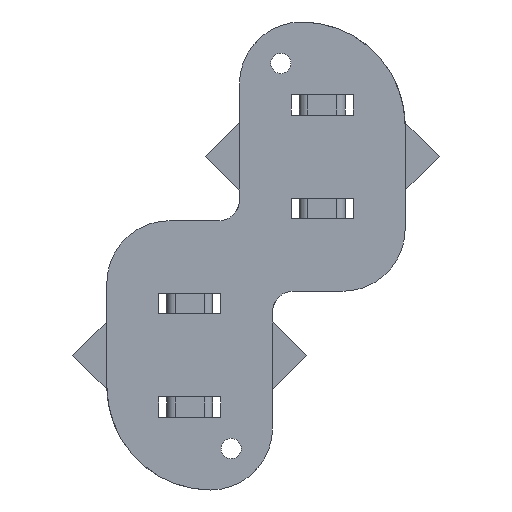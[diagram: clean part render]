
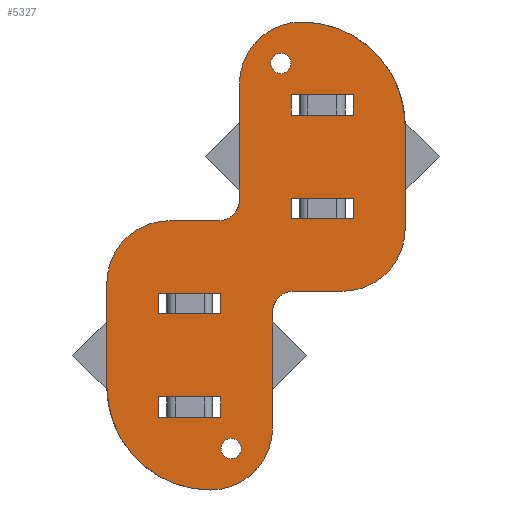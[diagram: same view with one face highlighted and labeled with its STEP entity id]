
A CAD part, front view. The second image highlights one B-rep face of the part: STEP entity #5327.
In plain terms, the highlighted planar face has unit normal (0, -1, 0).
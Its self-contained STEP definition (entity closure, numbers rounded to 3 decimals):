
#758=DIRECTION('',(-1.,0.,0.));
#759=VECTOR('',#758,15.);
#760=CARTESIAN_POINT('',(39.5,0.,60.5));
#761=LINE('',#760,#759);
#822=DIRECTION('',(1.,0.,0.));
#823=VECTOR('',#822,15.);
#824=CARTESIAN_POINT('',(24.5,0.,65.5));
#825=LINE('',#824,#823);
#848=DIRECTION('',(0.,0.,-1.));
#849=VECTOR('',#848,5.);
#850=CARTESIAN_POINT('',(39.5,0.,90.5));
#851=LINE('',#850,#849);
#852=DIRECTION('',(0.,0.,1.));
#853=VECTOR('',#852,5.);
#854=CARTESIAN_POINT('',(24.5,0.,85.5));
#855=LINE('',#854,#853);
#856=DIRECTION('',(0.,0.,-1.));
#857=VECTOR('',#856,5.);
#858=CARTESIAN_POINT('',(39.5,0.,65.5));
#859=LINE('',#858,#857);
#860=DIRECTION('',(0.,0.,1.));
#861=VECTOR('',#860,5.);
#862=CARTESIAN_POINT('',(24.5,0.,60.5));
#863=LINE('',#862,#861);
#864=CARTESIAN_POINT('',(22.,0.,98.));
#865=DIRECTION('',(0.,1.,0.));
#866=DIRECTION('',(1.,0.,0.));
#867=AXIS2_PLACEMENT_3D('',#864,#865,#866);
#869=CARTESIAN_POINT('',(22.,0.,98.));
#870=DIRECTION('',(0.,1.,0.));
#871=DIRECTION('',(-1.,0.,0.));
#872=AXIS2_PLACEMENT_3D('',#869,#870,#871);
#874=CARTESIAN_POINT('',(10.,0.,5.));
#875=DIRECTION('',(0.,1.,0.));
#876=DIRECTION('',(1.,0.,0.));
#877=AXIS2_PLACEMENT_3D('',#874,#875,#876);
#879=CARTESIAN_POINT('',(10.,0.,5.));
#880=DIRECTION('',(0.,1.,0.));
#881=DIRECTION('',(-1.,0.,0.));
#882=AXIS2_PLACEMENT_3D('',#879,#880,#881);
#884=DIRECTION('',(0.,0.,-1.));
#885=VECTOR('',#884,5.);
#886=CARTESIAN_POINT('',(7.5,0.,17.5));
#887=LINE('',#886,#885);
#888=DIRECTION('',(0.,0.,1.));
#889=VECTOR('',#888,5.);
#890=CARTESIAN_POINT('',(-7.5,0.,12.5));
#891=LINE('',#890,#889);
#892=DIRECTION('',(0.,0.,-1.));
#893=VECTOR('',#892,5.);
#894=CARTESIAN_POINT('',(7.5,0.,42.5));
#895=LINE('',#894,#893);
#896=DIRECTION('',(0.,0.,1.));
#897=VECTOR('',#896,5.);
#898=CARTESIAN_POINT('',(-7.5,0.,37.5));
#899=LINE('',#898,#897);
#900=CARTESIAN_POINT('',(5.,0.,20.));
#901=DIRECTION('',(0.,-1.,0.));
#902=DIRECTION('',(-1.,0.,0.));
#903=AXIS2_PLACEMENT_3D('',#900,#901,#902);
#905=CARTESIAN_POINT('',(-5.,0.,45.));
#906=DIRECTION('',(0.,-1.,0.));
#907=DIRECTION('',(0.,0.,1.));
#908=AXIS2_PLACEMENT_3D('',#905,#906,#907);
#910=DIRECTION('',(1.,0.,0.));
#911=VECTOR('',#910,12.);
#912=CARTESIAN_POINT('',(-5.,0.,60.));
#913=LINE('',#912,#911);
#914=CARTESIAN_POINT('',(27.,0.,93.));
#915=DIRECTION('',(0.,-1.,0.));
#916=DIRECTION('',(0.,0.,1.));
#917=AXIS2_PLACEMENT_3D('',#914,#915,#916);
#919=CARTESIAN_POINT('',(27.,0.,83.));
#920=DIRECTION('',(0.,-1.,0.));
#921=DIRECTION('',(1.,0.,0.));
#922=AXIS2_PLACEMENT_3D('',#919,#920,#921);
#924=CARTESIAN_POINT('',(37.,0.,58.));
#925=DIRECTION('',(0.,-1.,0.));
#926=DIRECTION('',(0.,0.,-1.));
#927=AXIS2_PLACEMENT_3D('',#924,#925,#926);
#929=DIRECTION('',(-1.,0.,0.));
#930=VECTOR('',#929,12.);
#931=CARTESIAN_POINT('',(37.,0.,43.));
#932=LINE('',#931,#930);
#933=CARTESIAN_POINT('',(5.,0.,10.));
#934=DIRECTION('',(0.,-1.,0.));
#935=DIRECTION('',(0.,0.,-1.));
#936=AXIS2_PLACEMENT_3D('',#933,#934,#935);
#950=DIRECTION('',(-1.,0.,0.));
#951=VECTOR('',#950,15.);
#952=CARTESIAN_POINT('',(39.5,0.,85.5));
#953=LINE('',#952,#951);
#1014=DIRECTION('',(1.,0.,0.));
#1015=VECTOR('',#1014,15.);
#1016=CARTESIAN_POINT('',(24.5,0.,90.5));
#1017=LINE('',#1016,#1015);
#1499=CARTESIAN_POINT('',(25.,0.,38.));
#1500=DIRECTION('',(0.,1.,0.));
#1501=DIRECTION('',(-1.,0.,0.));
#1502=AXIS2_PLACEMENT_3D('',#1499,#1500,#1501);
#1948=DIRECTION('',(0.,0.,-1.));
#1949=VECTOR('',#1948,25.);
#1950=CARTESIAN_POINT('',(-20.,0.,45.));
#1951=LINE('',#1950,#1949);
#2118=DIRECTION('',(0.,0.,1.));
#2119=VECTOR('',#2118,28.);
#2120=CARTESIAN_POINT('',(20.,0.,10.));
#2121=LINE('',#2120,#2119);
#2181=CARTESIAN_POINT('',(7.,0.,65.));
#2182=DIRECTION('',(0.,1.,0.));
#2183=DIRECTION('',(1.,0.,0.));
#2184=AXIS2_PLACEMENT_3D('',#2181,#2182,#2183);
#2350=DIRECTION('',(0.,0.,-1.));
#2351=VECTOR('',#2350,28.);
#2352=CARTESIAN_POINT('',(12.,0.,93.));
#2353=LINE('',#2352,#2351);
#2517=DIRECTION('',(0.,0.,1.));
#2518=VECTOR('',#2517,25.);
#2519=CARTESIAN_POINT('',(52.,0.,58.));
#2520=LINE('',#2519,#2518);
#2754=DIRECTION('',(-1.,0.,0.));
#2755=VECTOR('',#2754,15.);
#2756=CARTESIAN_POINT('',(7.5,0.,12.5));
#2757=LINE('',#2756,#2755);
#2818=DIRECTION('',(1.,0.,0.));
#2819=VECTOR('',#2818,15.);
#2820=CARTESIAN_POINT('',(-7.5,0.,17.5));
#2821=LINE('',#2820,#2819);
#3241=DIRECTION('',(1.,0.,0.));
#3242=VECTOR('',#3241,15.);
#3243=CARTESIAN_POINT('',(-7.5,0.,42.5));
#3244=LINE('',#3243,#3242);
#3309=DIRECTION('',(-1.,0.,0.));
#3310=VECTOR('',#3309,15.);
#3311=CARTESIAN_POINT('',(7.5,0.,37.5));
#3312=LINE('',#3311,#3310);
#3584=CARTESIAN_POINT('',(12.45,0.,5.));
#3585=CARTESIAN_POINT('',(7.55,0.,5.));
#3586=VERTEX_POINT('',#3584);
#3587=VERTEX_POINT('',#3585);
#3836=CARTESIAN_POINT('',(24.45,0.,98.));
#3837=CARTESIAN_POINT('',(19.55,0.,98.));
#3838=VERTEX_POINT('',#3836);
#3839=VERTEX_POINT('',#3837);
#3848=CARTESIAN_POINT('',(-20.,0.,20.));
#3849=CARTESIAN_POINT('',(5.,0.,-5.));
#3850=VERTEX_POINT('',#3848);
#3851=VERTEX_POINT('',#3849);
#3852=CARTESIAN_POINT('',(20.,0.,10.));
#3853=VERTEX_POINT('',#3852);
#3854=CARTESIAN_POINT('',(-5.,0.,60.));
#3855=CARTESIAN_POINT('',(-20.,0.,45.));
#3856=VERTEX_POINT('',#3854);
#3857=VERTEX_POINT('',#3855);
#3858=CARTESIAN_POINT('',(27.,0.,108.));
#3859=CARTESIAN_POINT('',(12.,0.,93.));
#3860=VERTEX_POINT('',#3858);
#3861=VERTEX_POINT('',#3859);
#3862=CARTESIAN_POINT('',(52.,0.,83.));
#3863=VERTEX_POINT('',#3862);
#3864=CARTESIAN_POINT('',(37.,0.,43.));
#3865=CARTESIAN_POINT('',(52.,0.,58.));
#3866=VERTEX_POINT('',#3864);
#3867=VERTEX_POINT('',#3865);
#3900=CARTESIAN_POINT('',(7.5,0.,42.5));
#3901=CARTESIAN_POINT('',(7.5,0.,37.5));
#3902=VERTEX_POINT('',#3900);
#3903=VERTEX_POINT('',#3901);
#3904=CARTESIAN_POINT('',(-7.5,0.,37.5));
#3905=CARTESIAN_POINT('',(-7.5,0.,42.5));
#3906=VERTEX_POINT('',#3904);
#3907=VERTEX_POINT('',#3905);
#3908=CARTESIAN_POINT('',(7.5,0.,17.5));
#3909=CARTESIAN_POINT('',(7.5,0.,12.5));
#3910=VERTEX_POINT('',#3908);
#3911=VERTEX_POINT('',#3909);
#3912=CARTESIAN_POINT('',(-7.5,0.,12.5));
#3913=CARTESIAN_POINT('',(-7.5,0.,17.5));
#3914=VERTEX_POINT('',#3912);
#3915=VERTEX_POINT('',#3913);
#4012=CARTESIAN_POINT('',(39.5,0.,90.5));
#4013=CARTESIAN_POINT('',(39.5,0.,85.5));
#4014=VERTEX_POINT('',#4012);
#4015=VERTEX_POINT('',#4013);
#4016=CARTESIAN_POINT('',(24.5,0.,85.5));
#4017=CARTESIAN_POINT('',(24.5,0.,90.5));
#4018=VERTEX_POINT('',#4016);
#4019=VERTEX_POINT('',#4017);
#4020=CARTESIAN_POINT('',(39.5,0.,65.5));
#4021=CARTESIAN_POINT('',(39.5,0.,60.5));
#4022=VERTEX_POINT('',#4020);
#4023=VERTEX_POINT('',#4021);
#4024=CARTESIAN_POINT('',(24.5,0.,60.5));
#4025=CARTESIAN_POINT('',(24.5,0.,65.5));
#4026=VERTEX_POINT('',#4024);
#4027=VERTEX_POINT('',#4025);
#4478=CARTESIAN_POINT('',(20.,0.,38.));
#4479=CARTESIAN_POINT('',(25.,0.,43.));
#4480=VERTEX_POINT('',#4478);
#4481=VERTEX_POINT('',#4479);
#4482=CARTESIAN_POINT('',(12.,0.,65.));
#4483=CARTESIAN_POINT('',(7.,0.,60.));
#4484=VERTEX_POINT('',#4482);
#4485=VERTEX_POINT('',#4483);
#5243=CARTESIAN_POINT('',(0.,0.,0.));
#5244=DIRECTION('',(0.,1.,0.));
#5245=DIRECTION('',(1.,0.,0.));
#5246=AXIS2_PLACEMENT_3D('',#5243,#5244,#5245);
#5247=PLANE('',#5246);
#5249=ORIENTED_EDGE('',*,*,#5248,.F.);
#5251=ORIENTED_EDGE('',*,*,#5250,.F.);
#5253=ORIENTED_EDGE('',*,*,#5252,.F.);
#5255=ORIENTED_EDGE('',*,*,#5254,.T.);
#5257=ORIENTED_EDGE('',*,*,#5256,.F.);
#5259=ORIENTED_EDGE('',*,*,#5258,.F.);
#5261=ORIENTED_EDGE('',*,*,#5260,.F.);
#5263=ORIENTED_EDGE('',*,*,#5262,.F.);
#5265=ORIENTED_EDGE('',*,*,#5264,.F.);
#5267=ORIENTED_EDGE('',*,*,#5266,.F.);
#5269=ORIENTED_EDGE('',*,*,#5268,.T.);
#5271=ORIENTED_EDGE('',*,*,#5270,.F.);
#5273=ORIENTED_EDGE('',*,*,#5272,.F.);
#5275=ORIENTED_EDGE('',*,*,#5274,.F.);
#5276=EDGE_LOOP('',(#5249,#5251,#5253,#5255,#5257,#5259,#5261,#5263,#5265,#5267,
#5269,#5271,#5273,#5275));
#5277=FACE_OUTER_BOUND('',#5276,.F.);
#5278=ORIENTED_EDGE('',*,*,#5121,.F.);
#5280=ORIENTED_EDGE('',*,*,#5279,.F.);
#5281=ORIENTED_EDGE('',*,*,#5203,.F.);
#5282=ORIENTED_EDGE('',*,*,#5235,.F.);
#5283=EDGE_LOOP('',(#5278,#5280,#5281,#5282));
#5284=FACE_BOUND('',#5283,.F.);
#5286=ORIENTED_EDGE('',*,*,#5285,.F.);
#5288=ORIENTED_EDGE('',*,*,#5287,.F.);
#5289=EDGE_LOOP('',(#5286,#5288));
#5290=FACE_BOUND('',#5289,.F.);
#5292=ORIENTED_EDGE('',*,*,#5291,.F.);
#5294=ORIENTED_EDGE('',*,*,#5293,.F.);
#5295=EDGE_LOOP('',(#5292,#5294));
#5296=FACE_BOUND('',#5295,.F.);
#5298=ORIENTED_EDGE('',*,*,#5297,.F.);
#5300=ORIENTED_EDGE('',*,*,#5299,.F.);
#5302=ORIENTED_EDGE('',*,*,#5301,.F.);
#5304=ORIENTED_EDGE('',*,*,#5303,.F.);
#5305=EDGE_LOOP('',(#5298,#5300,#5302,#5304));
#5306=FACE_BOUND('',#5305,.F.);
#5308=ORIENTED_EDGE('',*,*,#5307,.F.);
#5310=ORIENTED_EDGE('',*,*,#5309,.F.);
#5312=ORIENTED_EDGE('',*,*,#5311,.F.);
#5314=ORIENTED_EDGE('',*,*,#5313,.F.);
#5315=EDGE_LOOP('',(#5308,#5310,#5312,#5314));
#5316=FACE_BOUND('',#5315,.F.);
#5318=ORIENTED_EDGE('',*,*,#5317,.F.);
#5320=ORIENTED_EDGE('',*,*,#5319,.F.);
#5322=ORIENTED_EDGE('',*,*,#5321,.F.);
#5324=ORIENTED_EDGE('',*,*,#5323,.F.);
#5325=EDGE_LOOP('',(#5318,#5320,#5322,#5324));
#5326=FACE_BOUND('',#5325,.F.);
#5327=ADVANCED_FACE('',(#5277,#5284,#5290,#5296,#5306,#5316,#5326),#5247,.F.);
#868=CIRCLE('',#867,2.45);
#873=CIRCLE('',#872,2.45);
#878=CIRCLE('',#877,2.45);
#883=CIRCLE('',#882,2.45);
#904=CIRCLE('',#903,25.);
#909=CIRCLE('',#908,15.);
#918=CIRCLE('',#917,15.);
#923=CIRCLE('',#922,25.);
#928=CIRCLE('',#927,15.);
#937=CIRCLE('',#936,15.);
#1503=CIRCLE('',#1502,5.);
#2185=CIRCLE('',#2184,5.);
#5121=EDGE_CURVE('',#4023,#4026,#761,.T.);
#5203=EDGE_CURVE('',#4027,#4022,#825,.T.);
#5235=EDGE_CURVE('',#4026,#4027,#863,.T.);
#5248=EDGE_CURVE('',#3850,#3851,#904,.T.);
#5250=EDGE_CURVE('',#3857,#3850,#1951,.T.);
#5252=EDGE_CURVE('',#3856,#3857,#909,.T.);
#5254=EDGE_CURVE('',#3856,#4485,#913,.T.);
#5256=EDGE_CURVE('',#4484,#4485,#2185,.T.);
#5258=EDGE_CURVE('',#3861,#4484,#2353,.T.);
#5260=EDGE_CURVE('',#3860,#3861,#918,.T.);
#5262=EDGE_CURVE('',#3863,#3860,#923,.T.);
#5264=EDGE_CURVE('',#3867,#3863,#2520,.T.);
#5266=EDGE_CURVE('',#3866,#3867,#928,.T.);
#5268=EDGE_CURVE('',#3866,#4481,#932,.T.);
#5270=EDGE_CURVE('',#4480,#4481,#1503,.T.);
#5272=EDGE_CURVE('',#3853,#4480,#2121,.T.);
#5274=EDGE_CURVE('',#3851,#3853,#937,.T.);
#5279=EDGE_CURVE('',#4022,#4023,#859,.T.);
#5285=EDGE_CURVE('',#3838,#3839,#868,.T.);
#5287=EDGE_CURVE('',#3839,#3838,#873,.T.);
#5291=EDGE_CURVE('',#3586,#3587,#878,.T.);
#5293=EDGE_CURVE('',#3587,#3586,#883,.T.);
#5297=EDGE_CURVE('',#3911,#3914,#2757,.T.);
#5299=EDGE_CURVE('',#3910,#3911,#887,.T.);
#5301=EDGE_CURVE('',#3915,#3910,#2821,.T.);
#5303=EDGE_CURVE('',#3914,#3915,#891,.T.);
#5307=EDGE_CURVE('',#3903,#3906,#3312,.T.);
#5309=EDGE_CURVE('',#3902,#3903,#895,.T.);
#5311=EDGE_CURVE('',#3907,#3902,#3244,.T.);
#5313=EDGE_CURVE('',#3906,#3907,#899,.T.);
#5317=EDGE_CURVE('',#4015,#4018,#953,.T.);
#5319=EDGE_CURVE('',#4014,#4015,#851,.T.);
#5321=EDGE_CURVE('',#4019,#4014,#1017,.T.);
#5323=EDGE_CURVE('',#4018,#4019,#855,.T.);
